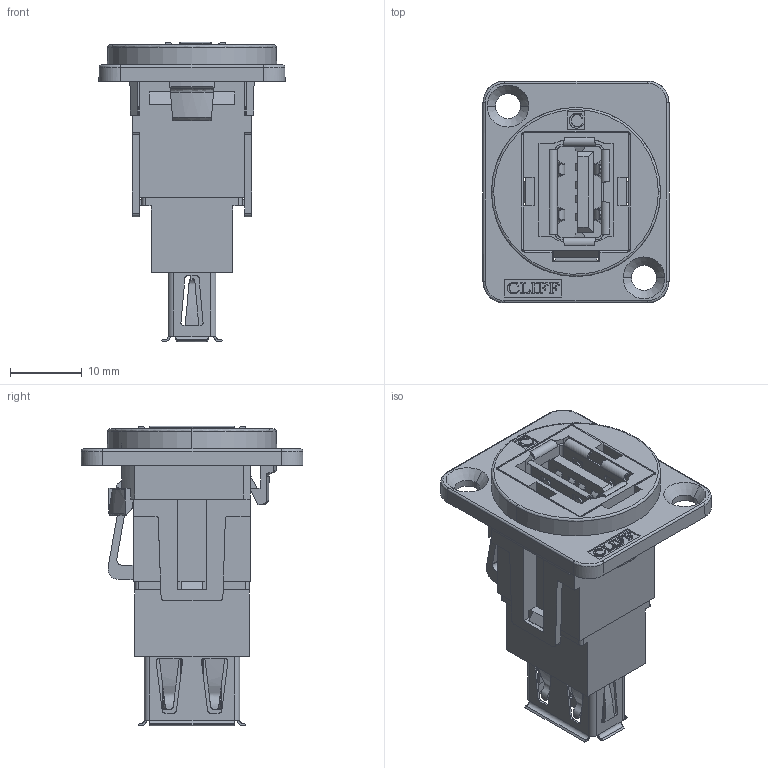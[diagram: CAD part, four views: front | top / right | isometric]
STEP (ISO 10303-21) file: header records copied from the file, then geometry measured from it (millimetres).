
FILE_DESCRIPTION (( 'STEP AP214' ), '1' );
FILE_NAME ('INGUN_54751.STEP', '2021-03-01T07:13:57', ( '' ), ( '' ), 'SwSTEP 2.0', 'SolidWorks 2018', '' );
FILE_SCHEMA (( 'AUTOMOTIVE_DESIGN' ));
Length unit declared in the file: millimetre
Products named in the file (1): INGUN_54751
Bounding box: 26 x 31 x 41.86 mm (x, y, z)
Volume: 8426.7 mm3; surface area: 8077.7 mm2
Topology: 1 solids, 1 shells, 780 faces, 2188 edges, 1404 vertices
Faces by surface type: plane 451, bspline 166, cylinder 147, cone 16
Entity records: 46094 total; most frequent: CARTESIAN_POINT 21509, ORIENTED_EDGE 4376, DIRECTION 3311, EDGE_CURVE 2188, LINE 1537, VECTOR 1537, VERTEX_POINT 1404, AXIS2_PLACEMENT_3D 887
